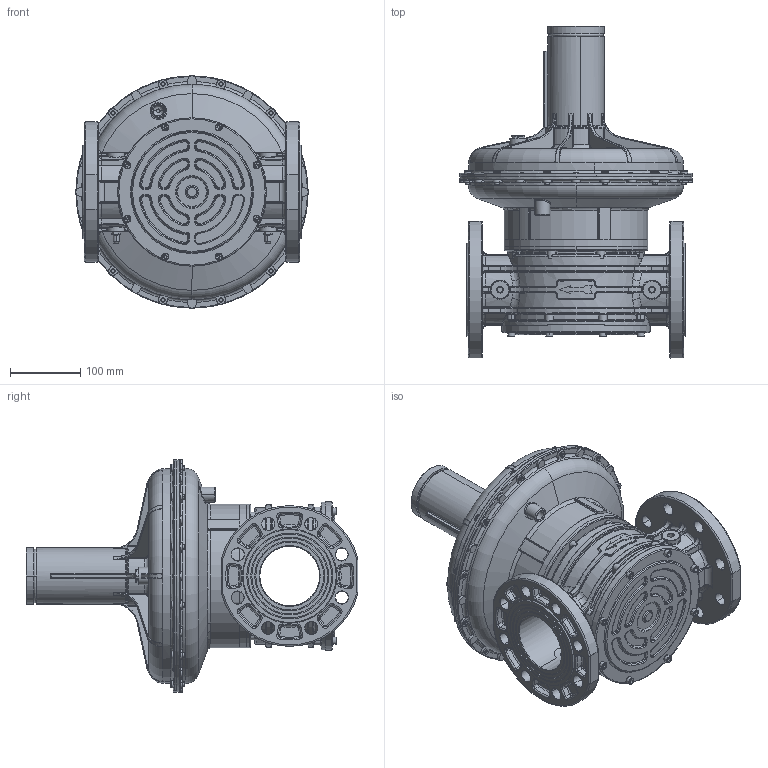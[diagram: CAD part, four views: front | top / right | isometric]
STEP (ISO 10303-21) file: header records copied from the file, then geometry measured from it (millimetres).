
FILE_DESCRIPTION((''),'2;1');
FILE_NAME('RX09_ASM','2014-03-25T',('Matteo Bolognesi'),(''),'PRO/ENGINEER BY PARAMETRIC TECHNOLOGY CORPORATION, 2012130','PRO/ENGINEER BY PARAMETRIC TECHNOLOGY CORPORATION, 2012130','');
FILE_SCHEMA(('CONFIG_CONTROL_DESIGN'));
Products named in the file (13): CO-1342-5; FO-0856; PRESSURETAP; FL-0640; IM-0410; TA-0600; O-RING; TAPPOTA-0600_ASM; FO-1100; VITIM6; VITETAGLIOM6X16; AN-0125; RX09_ASM
Assembly tree (31 placements, depth 3):
  RX09_ASM
    CO-1342-5
    FO-0856
    PRESSURETAP  x2
    FL-0640
    IM-0410
    TAPPOTA-0600_ASM
      TA-0600
      O-RING
    FO-1100
    VITIM6  x8
    VITETAGLIOM6X16  x12
    AN-0125
Bounding box: 330 x 471.85 x 330 mm (x, y, z)
Volume: 3609653 mm3; surface area: 1141903.2 mm2
Topology: 30 solids, 49 shells, 4032 faces, 9407 edges, 5551 vertices
Faces by surface type: cylinder 1338, plane 899, torus 760, bspline 654, cone 293, sphere 82, revolution 6
Entity records: 122763 total; most frequent: CARTESIAN_POINT 55269, DIRECTION 14374, ORIENTED_EDGE 14162, EDGE_CURVE 7117, AXIS2_PLACEMENT_3D 6227, VERTEX_POINT 4189, CIRCLE 3753, EDGE_LOOP 3280
